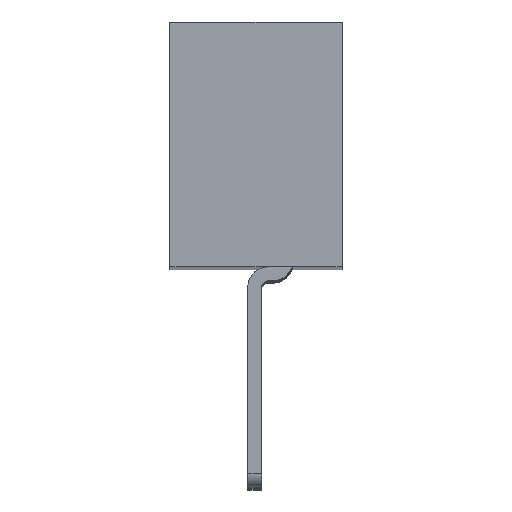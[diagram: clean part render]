
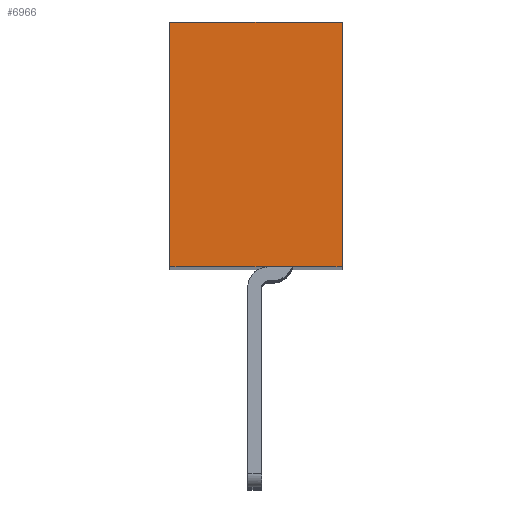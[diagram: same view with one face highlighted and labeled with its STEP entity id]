
A CAD part, top view. The second image highlights one B-rep face of the part: STEP entity #6966.
In plain terms, the highlighted planar face has unit normal (0, 0, 1).
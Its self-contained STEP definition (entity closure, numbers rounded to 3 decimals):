
#35=CARTESIAN_POINT('',(1.721,3.55,-25.601));
#36=VERTEX_POINT('',#35);
#59=CARTESIAN_POINT('',(-0.779,3.55,-25.601));
#60=VERTEX_POINT('',#59);
#70=CARTESIAN_POINT('',(1.721,3.55,-25.601));
#71=CARTESIAN_POINT('',(1.221,3.55,-25.601));
#72=CARTESIAN_POINT('',(0.721,3.55,-25.601));
#73=CARTESIAN_POINT('',(0.221,3.55,-25.601));
#74=CARTESIAN_POINT('',(-0.279,3.55,-25.601));
#75=CARTESIAN_POINT('',(-0.779,3.55,-25.601));
#76=B_SPLINE_CURVE_WITH_KNOTS('',5,(#70,#71,#72,#73,#74,#75),.UNSPECIFIED.,.F.,.U.,(6,6),(0.,2.5),.UNSPECIFIED.);
#77=EDGE_CURVE('',#36,#60,#76,.T.);
#6908=CARTESIAN_POINT('',(0.471,1.775,-25.601));
#6909=DIRECTION('',(1.,0.,0.));
#6910=DIRECTION('',(0.,0.,1.));
#6911=AXIS2_PLACEMENT_3D('',#6908,#6910,#6909);
#6912=PLANE('',#6911);
#6913=ORIENTED_EDGE('',*,*,#77,.T.);
#6914=CARTESIAN_POINT('',(-0.779,0.,-25.601));
#6915=VERTEX_POINT('',#6914);
#6916=CARTESIAN_POINT('',(-0.779,3.55,-25.601));
#6917=CARTESIAN_POINT('',(-0.779,2.84,-25.601));
#6918=CARTESIAN_POINT('',(-0.779,2.13,-25.601));
#6919=CARTESIAN_POINT('',(-0.779,1.42,-25.601));
#6920=CARTESIAN_POINT('',(-0.779,0.71,-25.601));
#6921=CARTESIAN_POINT('',(-0.779,0.,-25.601));
#6922=B_SPLINE_CURVE_WITH_KNOTS('',5,(#6916,#6917,#6918,#6919,#6920,#6921),.UNSPECIFIED.,.F.,.U.,(6,6),(0.,3.55),.UNSPECIFIED.);
#6923=EDGE_CURVE('',#60,#6915,#6922,.T.);
#6924=ORIENTED_EDGE('',*,*,#6923,.T.);
#6925=CARTESIAN_POINT('',(-0.389,0.,-25.601));
#6926=VERTEX_POINT('',#6925);
#6927=CARTESIAN_POINT('',(-0.389,0.,-25.601));
#6928=CARTESIAN_POINT('',(-0.467,0.,-25.601));
#6929=CARTESIAN_POINT('',(-0.545,0.,-25.601));
#6930=CARTESIAN_POINT('',(-0.623,0.,-25.601));
#6931=CARTESIAN_POINT('',(-0.701,0.,-25.601));
#6932=CARTESIAN_POINT('',(-0.779,0.,-25.601));
#6933=B_SPLINE_CURVE_WITH_KNOTS('',5,(#6927,#6928,#6929,#6930,#6931,#6932),.UNSPECIFIED.,.F.,.U.,(6,6),(0.,0.39),.UNSPECIFIED.);
#6934=EDGE_CURVE('',#6926,#6915,#6933,.T.);
#6935=ORIENTED_EDGE('',*,*,#6934,.F.);
#6936=CARTESIAN_POINT('',(1.331,0.,-25.601));
#6937=VERTEX_POINT('',#6936);
#6938=CARTESIAN_POINT('',(1.331,0.,-25.601));
#6939=DIRECTION('',(-1.,0.,0.));
#6940=VECTOR('',#6939,1.72);
#6941=LINE('',#6938,#6940);
#6942=EDGE_CURVE('',#6937,#6926,#6941,.T.);
#6943=ORIENTED_EDGE('',*,*,#6942,.F.);
#6944=CARTESIAN_POINT('',(1.721,0.,-25.601));
#6945=VERTEX_POINT('',#6944);
#6946=CARTESIAN_POINT('',(1.331,0.,-25.601));
#6947=CARTESIAN_POINT('',(1.409,0.,-25.601));
#6948=CARTESIAN_POINT('',(1.487,0.,-25.601));
#6949=CARTESIAN_POINT('',(1.565,0.,-25.601));
#6950=CARTESIAN_POINT('',(1.643,0.,-25.601));
#6951=CARTESIAN_POINT('',(1.721,0.,-25.601));
#6952=B_SPLINE_CURVE_WITH_KNOTS('',5,(#6946,#6947,#6948,#6949,#6950,#6951),.UNSPECIFIED.,.F.,.U.,(6,6),(0.,0.39),.UNSPECIFIED.);
#6953=EDGE_CURVE('',#6937,#6945,#6952,.T.);
#6954=ORIENTED_EDGE('',*,*,#6953,.T.);
#6955=CARTESIAN_POINT('',(1.721,0.,-25.601));
#6956=CARTESIAN_POINT('',(1.721,0.71,-25.601));
#6957=CARTESIAN_POINT('',(1.721,1.42,-25.601));
#6958=CARTESIAN_POINT('',(1.721,2.13,-25.601));
#6959=CARTESIAN_POINT('',(1.721,2.84,-25.601));
#6960=CARTESIAN_POINT('',(1.721,3.55,-25.601));
#6961=B_SPLINE_CURVE_WITH_KNOTS('',5,(#6955,#6956,#6957,#6958,#6959,#6960),.UNSPECIFIED.,.F.,.U.,(6,6),(0.,3.55),.UNSPECIFIED.);
#6962=EDGE_CURVE('',#6945,#36,#6961,.T.);
#6963=ORIENTED_EDGE('',*,*,#6962,.T.);
#6964=EDGE_LOOP('',(#6913,#6924,#6935,#6943,#6954,#6963));
#6965=FACE_OUTER_BOUND('',#6964,.T.);
#6966=ADVANCED_FACE('',(#6965),#6912,.T.);
